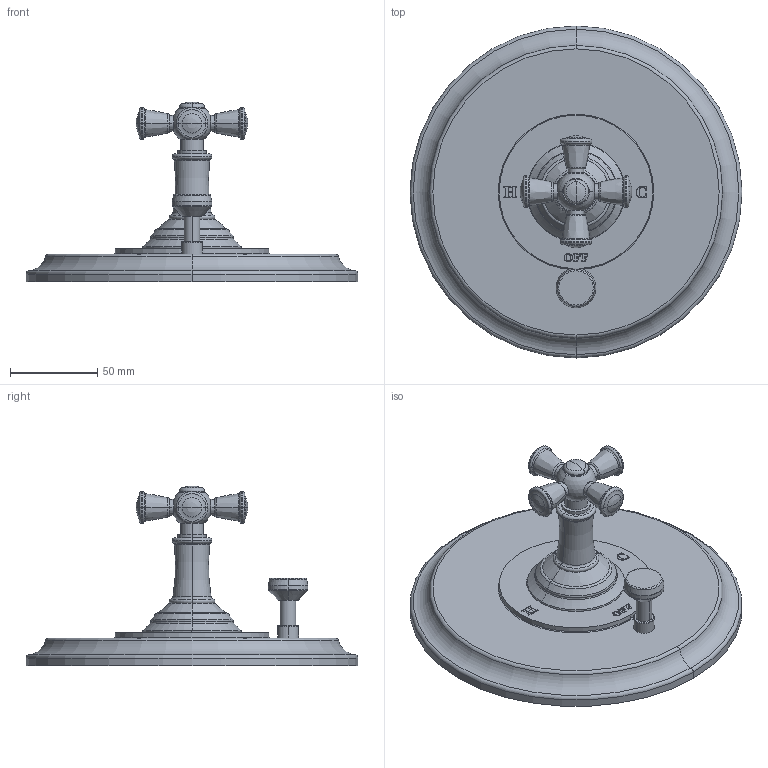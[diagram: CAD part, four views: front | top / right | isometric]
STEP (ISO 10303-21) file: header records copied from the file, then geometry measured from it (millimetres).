
FILE_DESCRIPTION((''),'2;1');
FILE_NAME('5-2402BP','2021-06-08T11:58:10',('jinson.thomas'),(''),'CREO PARAMETRIC BY PTC INC, 2018400','CREO PARAMETRIC BY PTC INC, 2018400','');
FILE_SCHEMA(('CONFIG_CONTROL_DESIGN'));
Length unit declared in the file: inch
Products named in the file (1): 5-2402BP
Bounding box: 190.5 x 190.5 x 103.14 mm (x, y, z)
Volume: 487449.4 mm3; surface area: 75408.6 mm2
Topology: 1 solids, 1 shells, 291 faces, 697 edges, 419 vertices
Faces by surface type: extrusion 95, torus 92, plane 42, cylinder 32, sphere 12, bspline 10, cone 8
Entity records: 9804 total; most frequent: CARTESIAN_POINT 3260, ORIENTED_EDGE 1374, DIRECTION 1260, EDGE_CURVE 687, AXIS2_PLACEMENT_3D 482, VERTEX_POINT 419, EDGE_LOOP 312, VECTOR 296
